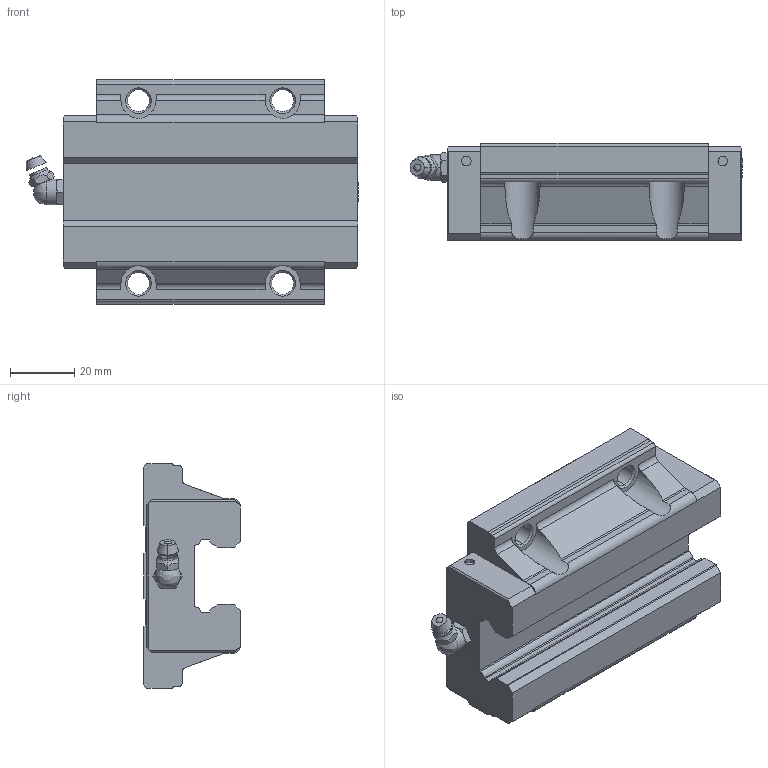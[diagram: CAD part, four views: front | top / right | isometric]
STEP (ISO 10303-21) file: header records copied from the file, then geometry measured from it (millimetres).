
FILE_DESCRIPTION (( 'STEP AP214' ), '1' );
FILE_NAME ('SHS25CSS, Føringsvogn, Bondy.STEP', '2020-06-15T07:54:54', ( '' ), ( '' ), 'SwSTEP 2.0', 'SolidWorks 2020', '' );
FILE_SCHEMA (( 'AUTOMOTIVE_DESIGN' ));
Length unit declared in the file: millimetre
Products named in the file (3): SHS25CSS, Føringsvogn, Bondy; _SHS25CSSB-M6F1 Slide25-55; _B-M6F-SHS_grease_nipple_joint_1
Assembly tree (2 placements, depth 2):
  SHS25CSS, Føringsvogn, Bondy
    _SHS25CSSB-M6F1 Slide25-55
    _B-M6F-SHS_grease_nipple_joint_1
Bounding box: 103.6 x 30.2 x 70 mm (x, y, z)
Volume: 125389.9 mm3; surface area: 24133.6 mm2
Topology: 1 solids, 3 shells, 212 faces, 569 edges, 364 vertices
Faces by surface type: plane 102, cylinder 68, cone 36, bspline 6
Entity records: 7094 total; most frequent: CARTESIAN_POINT 1702, ORIENTED_EDGE 1122, DIRECTION 1106, EDGE_CURVE 563, AXIS2_PLACEMENT_3D 390, VERTEX_POINT 364, LINE 326, VECTOR 326
